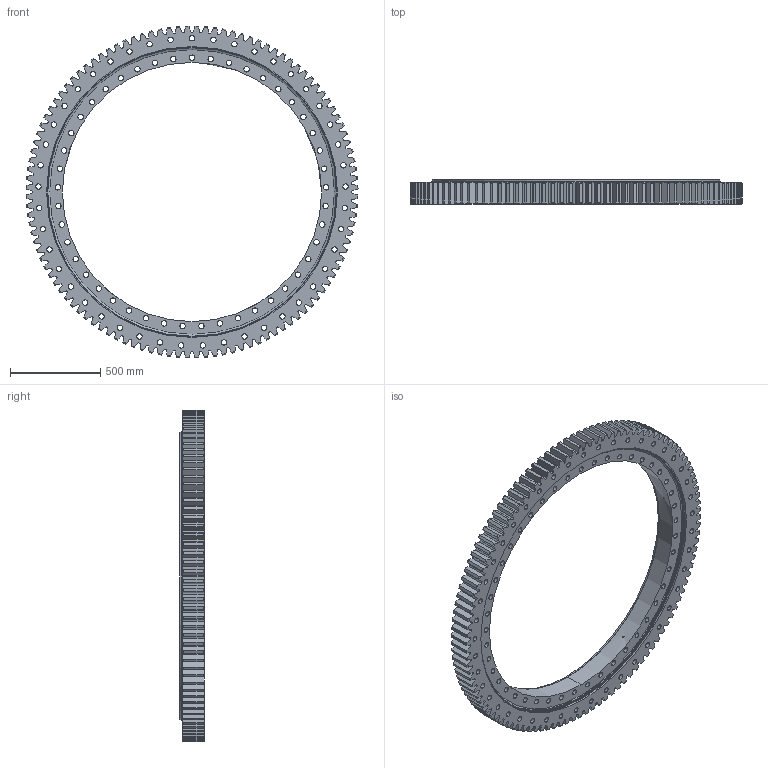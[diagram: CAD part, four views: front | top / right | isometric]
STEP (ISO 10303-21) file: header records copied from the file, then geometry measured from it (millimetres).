
FILE_DESCRIPTION (( 'STEP AP203' ), '1' );
FILE_NAME ('06-1595-04.STEP', '2017-12-27T08:47:53', ( 'defontaine' ), ( 'Hewlett-Packard Company' ), 'SwSTEP 2.0', 'SolidWorks 2016', '' );
FILE_SCHEMA (( 'CONFIG_CONTROL_DESIGN' ));
Length unit declared in the file: millimetre
Products named in the file (1): 06-1595-04
Bounding box: 1835.66 x 135 x 1835.66 mm (x, y, z)
Volume: 94777554.4 mm3; surface area: 6419175.6 mm2
Topology: 5 solids, 5 shells, 945 faces, 2765 edges, 1831 vertices
Faces by surface type: cylinder 435, cone 240, plane 240, torus 30
Entity records: 33350 total; most frequent: CARTESIAN_POINT 7646, ORIENTED_EDGE 5530, DIRECTION 5323, EDGE_CURVE 2765, AXIS2_PLACEMENT_3D 2100, VERTEX_POINT 1831, CIRCLE 1154, EDGE_LOOP 1144
